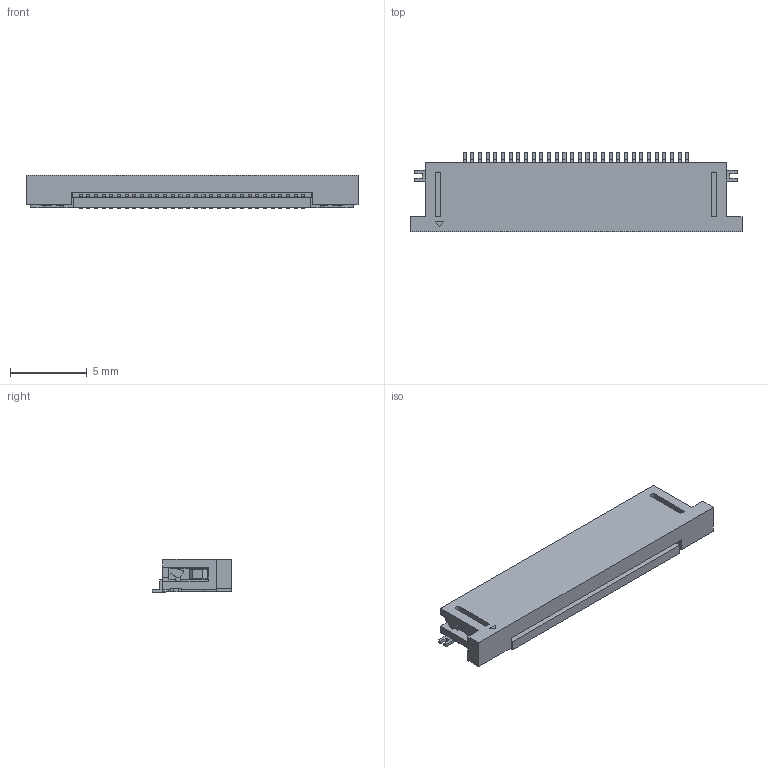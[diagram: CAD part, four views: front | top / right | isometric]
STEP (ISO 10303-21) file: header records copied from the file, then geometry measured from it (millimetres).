
FILE_DESCRIPTION(/* description */ (''),/* implementation_level */ '2;1');
FILE_NAME(/* name */ '524373071wbm000_01_214.stp',/* time_stamp */ '2023-01-02T16:55:56+08:00',/* author */ (''),/* organization */ (''),/* preprocessor_version */ 'ST-DEVELOPER v16.7',/* originating_system */ 'SIEMENS PLM Software NX 1919',/* authorisation */ '');
FILE_SCHEMA (('AUTOMOTIVE_DESIGN { 1 0 10303 214 3 1 1 1 }'));
Length unit declared in the file: millimetre
Products named in the file (1): 524373071wbm000_01
Bounding box: 21.6 x 5.2 x 2.16 mm (x, y, z)
Volume: 166.1 mm3; surface area: 529.4 mm2
Topology: 1 solids, 1 shells, 755 faces, 2198 edges, 1460 vertices
Faces by surface type: plane 655, cylinder 100
Entity records: 24656 total; most frequent: CARTESIAN_POINT 4414, ORIENTED_EDGE 4396, DIRECTION 3914, EDGE_CURVE 2198, LINE 1994, VECTOR 1994, VERTEX_POINT 1460, AXIS2_PLACEMENT_3D 960
